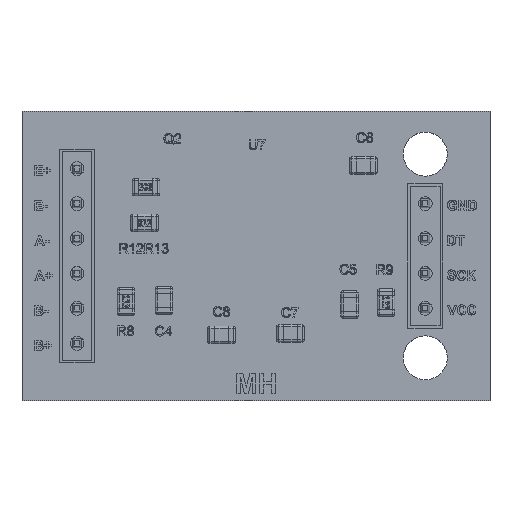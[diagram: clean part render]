
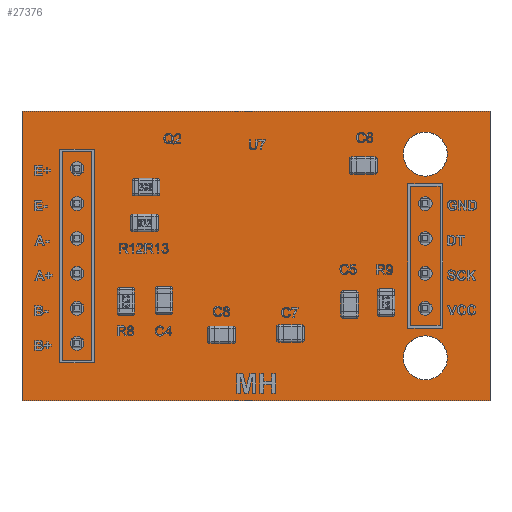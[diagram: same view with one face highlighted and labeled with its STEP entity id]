
A CAD part, top view. The second image highlights one B-rep face of the part: STEP entity #27376.
In plain terms, the highlighted planar face has unit normal (0, 0, 1).
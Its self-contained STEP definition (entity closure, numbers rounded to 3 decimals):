
#1351=CIRCLE('',#29562,0.5);
#1353=CIRCLE('',#29565,0.5);
#1355=CIRCLE('',#29568,0.5);
#1357=CIRCLE('',#29571,0.5);
#1359=CIRCLE('',#29574,0.5);
#1361=CIRCLE('',#29577,0.5);
#1363=CIRCLE('',#29580,1.6);
#1365=CIRCLE('',#29583,0.5);
#1367=CIRCLE('',#29586,0.5);
#1369=CIRCLE('',#29589,0.5);
#1371=CIRCLE('',#29592,1.6);
#1373=CIRCLE('',#29595,0.5);
#1567=FACE_BOUND('',#5158,.T.);
#1568=FACE_BOUND('',#5159,.T.);
#1569=FACE_BOUND('',#5160,.T.);
#1570=FACE_BOUND('',#5161,.T.);
#1571=FACE_BOUND('',#5162,.T.);
#1572=FACE_BOUND('',#5163,.T.);
#1573=FACE_BOUND('',#5164,.T.);
#1574=FACE_BOUND('',#5165,.T.);
#1575=FACE_BOUND('',#5166,.T.);
#1576=FACE_BOUND('',#5167,.T.);
#1577=FACE_BOUND('',#5168,.T.);
#1578=FACE_BOUND('',#5169,.T.);
#3563=FACE_OUTER_BOUND('',#5157,.T.);
#5157=EDGE_LOOP('',(#20329,#20330,#20331,#20332));
#5158=EDGE_LOOP('',(#20333));
#5159=EDGE_LOOP('',(#20334));
#5160=EDGE_LOOP('',(#20335));
#5161=EDGE_LOOP('',(#20336));
#5162=EDGE_LOOP('',(#20337));
#5163=EDGE_LOOP('',(#20338));
#5164=EDGE_LOOP('',(#20339));
#5165=EDGE_LOOP('',(#20340));
#5166=EDGE_LOOP('',(#20341));
#5167=EDGE_LOOP('',(#20342));
#5168=EDGE_LOOP('',(#20343));
#5169=EDGE_LOOP('',(#20344));
#7025=LINE('',#41894,#9395);
#7028=LINE('',#41900,#9398);
#7031=LINE('',#41906,#9401);
#7034=LINE('',#41910,#9404);
#9395=VECTOR('',#32492,10.);
#9398=VECTOR('',#32497,10.);
#9401=VECTOR('',#32502,10.);
#9404=VECTOR('',#32507,10.);
#11763=VERTEX_POINT('',#41816);
#11765=VERTEX_POINT('',#41822);
#11767=VERTEX_POINT('',#41828);
#11769=VERTEX_POINT('',#41834);
#11771=VERTEX_POINT('',#41840);
#11773=VERTEX_POINT('',#41846);
#11775=VERTEX_POINT('',#41852);
#11777=VERTEX_POINT('',#41858);
#11779=VERTEX_POINT('',#41864);
#11781=VERTEX_POINT('',#41870);
#11783=VERTEX_POINT('',#41876);
#11785=VERTEX_POINT('',#41882);
#11789=VERTEX_POINT('',#41891);
#11790=VERTEX_POINT('',#41893);
#11792=VERTEX_POINT('',#41899);
#11794=VERTEX_POINT('',#41905);
#14911=EDGE_CURVE('',#11763,#11763,#1351,.T.);
#14914=EDGE_CURVE('',#11765,#11765,#1353,.T.);
#14917=EDGE_CURVE('',#11767,#11767,#1355,.T.);
#14920=EDGE_CURVE('',#11769,#11769,#1357,.T.);
#14923=EDGE_CURVE('',#11771,#11771,#1359,.T.);
#14926=EDGE_CURVE('',#11773,#11773,#1361,.T.);
#14929=EDGE_CURVE('',#11775,#11775,#1363,.T.);
#14932=EDGE_CURVE('',#11777,#11777,#1365,.T.);
#14935=EDGE_CURVE('',#11779,#11779,#1367,.T.);
#14938=EDGE_CURVE('',#11781,#11781,#1369,.T.);
#14941=EDGE_CURVE('',#11783,#11783,#1371,.T.);
#14944=EDGE_CURVE('',#11785,#11785,#1373,.T.);
#14949=EDGE_CURVE('',#11790,#11789,#7025,.T.);
#14952=EDGE_CURVE('',#11792,#11790,#7028,.T.);
#14955=EDGE_CURVE('',#11794,#11792,#7031,.T.);
#14958=EDGE_CURVE('',#11789,#11794,#7034,.T.);
#20329=ORIENTED_EDGE('',*,*,#14958,.T.);
#20330=ORIENTED_EDGE('',*,*,#14955,.T.);
#20331=ORIENTED_EDGE('',*,*,#14952,.T.);
#20332=ORIENTED_EDGE('',*,*,#14949,.T.);
#20333=ORIENTED_EDGE('',*,*,#14944,.T.);
#20334=ORIENTED_EDGE('',*,*,#14941,.T.);
#20335=ORIENTED_EDGE('',*,*,#14938,.T.);
#20336=ORIENTED_EDGE('',*,*,#14935,.T.);
#20337=ORIENTED_EDGE('',*,*,#14932,.T.);
#20338=ORIENTED_EDGE('',*,*,#14929,.T.);
#20339=ORIENTED_EDGE('',*,*,#14926,.T.);
#20340=ORIENTED_EDGE('',*,*,#14923,.T.);
#20341=ORIENTED_EDGE('',*,*,#14920,.T.);
#20342=ORIENTED_EDGE('',*,*,#14917,.T.);
#20343=ORIENTED_EDGE('',*,*,#14914,.T.);
#20344=ORIENTED_EDGE('',*,*,#14911,.T.);
#26123=PLANE('',#29601);
#27376=ADVANCED_FACE('',(#3563,#1567,#1568,#1569,#1570,#1571,#1572,#1573,
#1574,#1575,#1576,#1577,#1578),#26123,.T.);
#29562=AXIS2_PLACEMENT_3D('',#41817,#32406,#32407);
#29565=AXIS2_PLACEMENT_3D('',#41823,#32413,#32414);
#29568=AXIS2_PLACEMENT_3D('',#41829,#32420,#32421);
#29571=AXIS2_PLACEMENT_3D('',#41835,#32427,#32428);
#29574=AXIS2_PLACEMENT_3D('',#41841,#32434,#32435);
#29577=AXIS2_PLACEMENT_3D('',#41847,#32441,#32442);
#29580=AXIS2_PLACEMENT_3D('',#41853,#32448,#32449);
#29583=AXIS2_PLACEMENT_3D('',#41859,#32455,#32456);
#29586=AXIS2_PLACEMENT_3D('',#41865,#32462,#32463);
#29589=AXIS2_PLACEMENT_3D('',#41871,#32469,#32470);
#29592=AXIS2_PLACEMENT_3D('',#41877,#32476,#32477);
#29595=AXIS2_PLACEMENT_3D('',#41883,#32483,#32484);
#29601=AXIS2_PLACEMENT_3D('',#41911,#32508,#32509);
#32406=DIRECTION('center_axis',(0.,0.,-1.));
#32407=DIRECTION('ref_axis',(1.,0.,0.));
#32413=DIRECTION('center_axis',(0.,0.,-1.));
#32414=DIRECTION('ref_axis',(1.,0.,0.));
#32420=DIRECTION('center_axis',(0.,0.,-1.));
#32421=DIRECTION('ref_axis',(1.,0.,0.));
#32427=DIRECTION('center_axis',(0.,0.,-1.));
#32428=DIRECTION('ref_axis',(1.,0.,0.));
#32434=DIRECTION('center_axis',(0.,0.,-1.));
#32435=DIRECTION('ref_axis',(1.,0.,0.));
#32441=DIRECTION('center_axis',(0.,0.,-1.));
#32442=DIRECTION('ref_axis',(1.,0.,0.));
#32448=DIRECTION('center_axis',(0.,0.,-1.));
#32449=DIRECTION('ref_axis',(1.,0.,0.));
#32455=DIRECTION('center_axis',(0.,0.,-1.));
#32456=DIRECTION('ref_axis',(1.,0.,0.));
#32462=DIRECTION('center_axis',(0.,0.,-1.));
#32463=DIRECTION('ref_axis',(1.,0.,0.));
#32469=DIRECTION('center_axis',(0.,0.,-1.));
#32470=DIRECTION('ref_axis',(1.,0.,0.));
#32476=DIRECTION('center_axis',(0.,0.,-1.));
#32477=DIRECTION('ref_axis',(1.,0.,0.));
#32483=DIRECTION('center_axis',(0.,0.,-1.));
#32484=DIRECTION('ref_axis',(1.,0.,0.));
#32492=DIRECTION('',(-1.,0.,0.));
#32497=DIRECTION('',(0.,1.,0.));
#32502=DIRECTION('',(1.,0.,0.));
#32507=DIRECTION('',(0.,-1.,0.));
#32508=DIRECTION('center_axis',(0.,0.,1.));
#32509=DIRECTION('ref_axis',(1.,0.,0.));
#41816=CARTESIAN_POINT('',(-13.5,6.35,1.6));
#41817=CARTESIAN_POINT('Origin',(-13.,6.35,1.6));
#41822=CARTESIAN_POINT('',(11.8,3.81,1.6));
#41823=CARTESIAN_POINT('Origin',(12.3,3.81,1.6));
#41828=CARTESIAN_POINT('',(11.8,1.27,1.6));
#41829=CARTESIAN_POINT('Origin',(12.3,1.27,1.6));
#41834=CARTESIAN_POINT('',(-13.5,-6.35,1.6));
#41835=CARTESIAN_POINT('Origin',(-13.,-6.35,1.6));
#41840=CARTESIAN_POINT('',(-13.5,1.27,1.6));
#41841=CARTESIAN_POINT('Origin',(-13.,1.27,1.6));
#41846=CARTESIAN_POINT('',(11.8,-1.27,1.6));
#41847=CARTESIAN_POINT('Origin',(12.3,-1.27,1.6));
#41852=CARTESIAN_POINT('',(10.7,-7.4,1.6));
#41853=CARTESIAN_POINT('Origin',(12.3,-7.4,1.6));
#41858=CARTESIAN_POINT('',(11.8,-3.81,1.6));
#41859=CARTESIAN_POINT('Origin',(12.3,-3.81,1.6));
#41864=CARTESIAN_POINT('',(-13.5,-3.81,1.6));
#41865=CARTESIAN_POINT('Origin',(-13.,-3.81,1.6));
#41870=CARTESIAN_POINT('',(-13.5,3.81,1.6));
#41871=CARTESIAN_POINT('Origin',(-13.,3.81,1.6));
#41876=CARTESIAN_POINT('',(10.7,7.4,1.6));
#41877=CARTESIAN_POINT('Origin',(12.3,7.4,1.6));
#41882=CARTESIAN_POINT('',(-13.5,-1.27,1.6));
#41883=CARTESIAN_POINT('Origin',(-13.,-1.27,1.6));
#41891=CARTESIAN_POINT('',(-17.,10.5,1.6));
#41893=CARTESIAN_POINT('',(17.,10.5,1.6));
#41894=CARTESIAN_POINT('',(17.,10.5,1.6));
#41899=CARTESIAN_POINT('',(17.,-10.5,1.6));
#41900=CARTESIAN_POINT('',(17.,-10.5,1.6));
#41905=CARTESIAN_POINT('',(-17.,-10.5,1.6));
#41906=CARTESIAN_POINT('',(-17.,-10.5,1.6));
#41910=CARTESIAN_POINT('',(-17.,10.5,1.6));
#41911=CARTESIAN_POINT('Origin',(0.,0.,
1.6));
